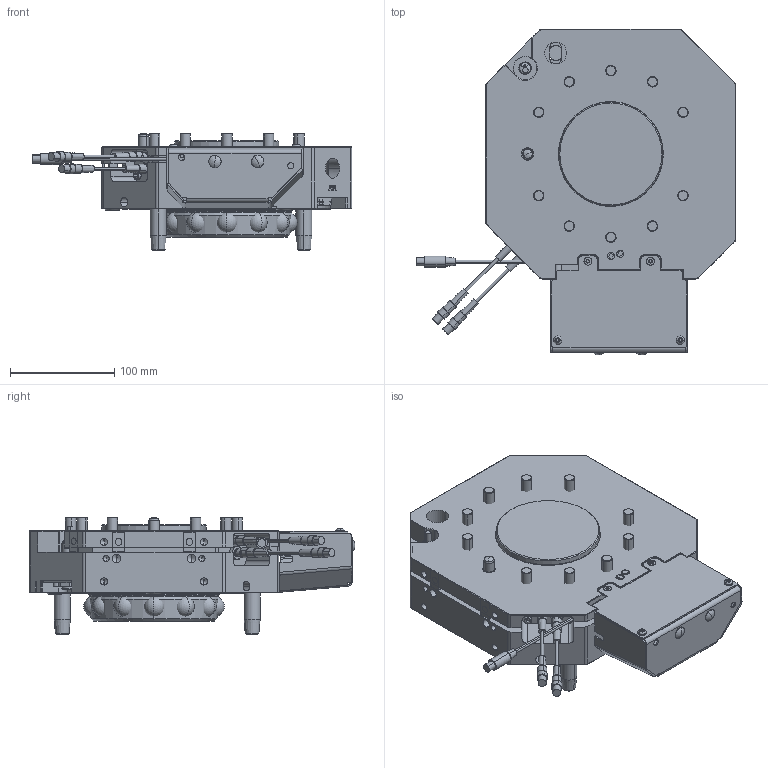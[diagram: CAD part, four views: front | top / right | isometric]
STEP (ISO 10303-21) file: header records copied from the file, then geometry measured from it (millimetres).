
FILE_DESCRIPTION (( 'STEP AP214' ), '1' );
FILE_NAME ('P7832.STEP', '2023-09-19T05:59:21', ( '' ), ( '' ), 'SwSTEP 2.0', 'SolidWorks 2021', '' );
FILE_SCHEMA (( 'AUTOMOTIVE_DESIGN' ));
Length unit declared in the file: millimetre
Products named in the file (1): P7832
Bounding box: 307 x 313.01 x 112.5 mm (x, y, z)
Volume: 3357326.9 mm3; surface area: 498906 mm2
Topology: 77 solids, 80 shells, 2544 faces, 6219 edges, 3927 vertices
Faces by surface type: plane 1040, cylinder 833, cone 375, bspline 144, torus 118, sphere 34
Entity records: 111007 total; most frequent: CARTESIAN_POINT 22545, DIRECTION 12502, ORIENTED_EDGE 12174, EDGE_CURVE 6087, AXIS2_PLACEMENT_3D 4582, VERTEX_POINT 3890, VECTOR 3338, LINE 3338
